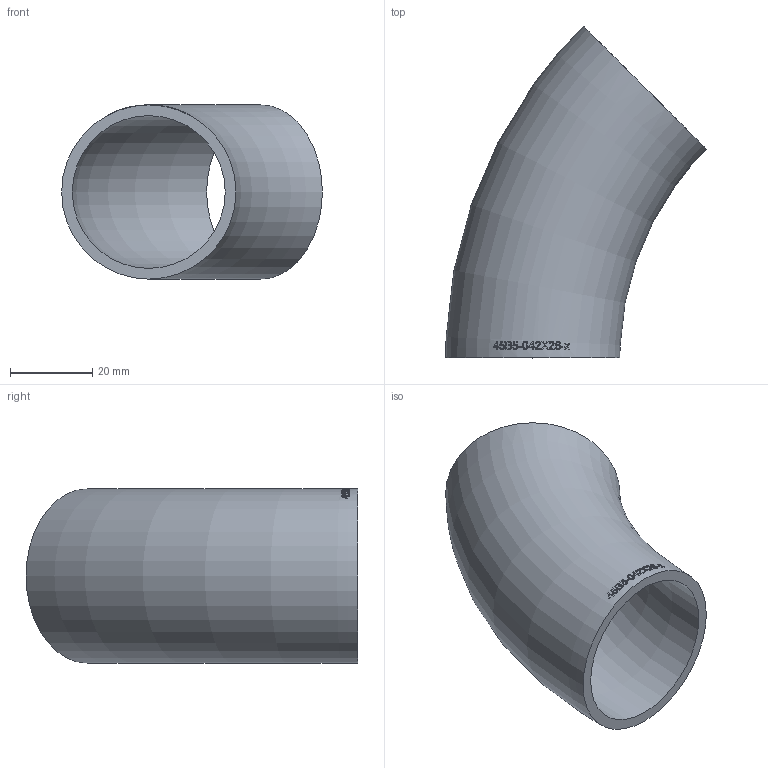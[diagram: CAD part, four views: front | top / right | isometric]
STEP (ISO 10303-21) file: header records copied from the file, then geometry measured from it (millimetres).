
FILE_DESCRIPTION (( 'STEP AP214' ), '1' );
FILE_NAME ('45B5-042X26-x Bogen 2005.STEP', '2020-05-08T12:16:04', ( '' ), ( '' ), 'SwSTEP 2.0', 'SolidWorks 2019', '' );
FILE_SCHEMA (( 'AUTOMOTIVE_DESIGN' ));
Length unit declared in the file: millimetre
Products named in the file (1): 45B5-042X26-x Bogen 2005
Bounding box: 63.43 x 80.75 x 42.4 mm (x, y, z)
Volume: 23744.9 mm3; surface area: 18919.7 mm2
Topology: 1 solids, 1 shells, 193 faces, 520 edges, 347 vertices
Faces by surface type: bspline 170, torus 21, plane 2
Entity records: 17340 total; most frequent: CARTESIAN_POINT 11987, ORIENTED_EDGE 1028, EDGE_CURVE 514, B_SPLINE_CURVE_WITH_KNOTS 510, VERTEX_POINT 344, EDGE_LOOP 216, FACE_OUTER_BOUND 195, ADVANCED_FACE 193
